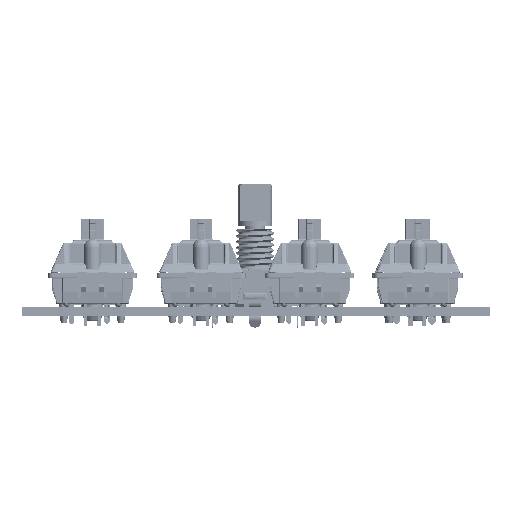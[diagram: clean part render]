
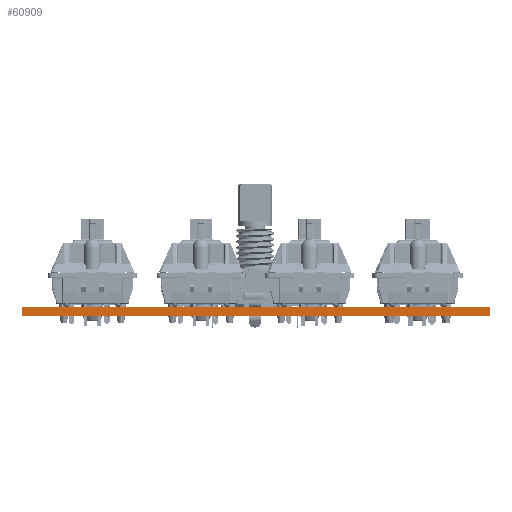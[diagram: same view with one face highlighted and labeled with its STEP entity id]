
A CAD part, front view. The second image highlights one B-rep face of the part: STEP entity #60909.
In plain terms, the highlighted planar face has unit normal (0, -1, 0).
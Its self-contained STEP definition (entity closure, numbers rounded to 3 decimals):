
#60909 = ADVANCED_FACE('',(#60910),#60944,.T.);
#60910 = FACE_BOUND('',#60911,.T.);
#60911 = EDGE_LOOP('',(#60912,#60922,#60930,#60938));
#60912 = ORIENTED_EDGE('',*,*,#60913,.T.);
#60913 = EDGE_CURVE('',#60914,#60916,#60918,.T.);
#60914 = VERTEX_POINT('',#60915);
#60915 = CARTESIAN_POINT('',(169.,-121.,0.));
#60916 = VERTEX_POINT('',#60917);
#60917 = CARTESIAN_POINT('',(169.,-121.,1.51));
#60918 = LINE('',#60919,#60920);
#60919 = CARTESIAN_POINT('',(169.,-121.,0.));
#60920 = VECTOR('',#60921,1.);
#60921 = DIRECTION('',(0.,0.,1.));
#60922 = ORIENTED_EDGE('',*,*,#60923,.T.);
#60923 = EDGE_CURVE('',#60916,#60924,#60926,.T.);
#60924 = VERTEX_POINT('',#60925);
#60925 = CARTESIAN_POINT('',(87.,-121.,1.51));
#60926 = LINE('',#60927,#60928);
#60927 = CARTESIAN_POINT('',(169.,-121.,1.51));
#60928 = VECTOR('',#60929,1.);
#60929 = DIRECTION('',(-1.,0.,0.));
#60930 = ORIENTED_EDGE('',*,*,#60931,.F.);
#60931 = EDGE_CURVE('',#60932,#60924,#60934,.T.);
#60932 = VERTEX_POINT('',#60933);
#60933 = CARTESIAN_POINT('',(87.,-121.,0.));
#60934 = LINE('',#60935,#60936);
#60935 = CARTESIAN_POINT('',(87.,-121.,0.));
#60936 = VECTOR('',#60937,1.);
#60937 = DIRECTION('',(0.,0.,1.));
#60938 = ORIENTED_EDGE('',*,*,#60939,.F.);
#60939 = EDGE_CURVE('',#60914,#60932,#60940,.T.);
#60940 = LINE('',#60941,#60942);
#60941 = CARTESIAN_POINT('',(169.,-121.,0.));
#60942 = VECTOR('',#60943,1.);
#60943 = DIRECTION('',(-1.,0.,0.));
#60944 = PLANE('',#60945);
#60945 = AXIS2_PLACEMENT_3D('',#60946,#60947,#60948);
#60946 = CARTESIAN_POINT('',(169.,-121.,0.));
#60947 = DIRECTION('',(0.,-1.,0.));
#60948 = DIRECTION('',(-1.,0.,0.));
